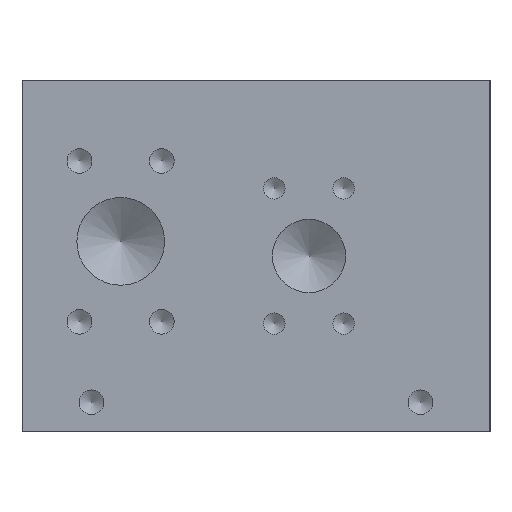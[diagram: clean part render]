
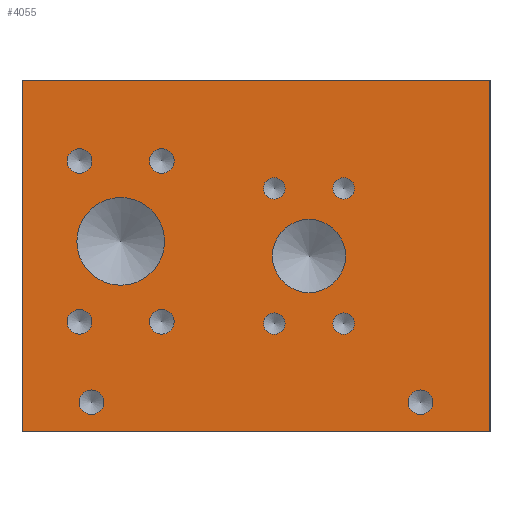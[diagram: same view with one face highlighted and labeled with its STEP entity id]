
A CAD part, left-side view. The second image highlights one B-rep face of the part: STEP entity #4055.
In plain terms, the highlighted planar face has unit normal (-1, 0, 0).
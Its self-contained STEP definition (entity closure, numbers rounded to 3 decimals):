
#2180=CARTESIAN_POINT('',(0.0,173.025,18.059));
#2181=VERTEX_POINT('',#2180);
#2182=CARTESIAN_POINT('',(0.0,173.025,12.7));
#2183=DIRECTION('',(1.0,0.0,0.0));
#2184=DIRECTION('',(0.0,0.0,1.0));
#2185=AXIS2_PLACEMENT_3D('',#2182,#2183,#2184);
#2186=CIRCLE('',#2185,5.359);
#2187=EDGE_CURVE('',#2181,#2181,#2186,.T.);
#2217=CARTESIAN_POINT('',(0.0,30.175,18.059));
#2218=VERTEX_POINT('',#2217);
#2219=CARTESIAN_POINT('',(0.0,30.175,12.7));
#2220=DIRECTION('',(1.0,0.0,0.0));
#2221=DIRECTION('',(0.0,0.0,1.0));
#2222=AXIS2_PLACEMENT_3D('',#2219,#2220,#2221);
#2223=CIRCLE('',#2222,5.359);
#2224=EDGE_CURVE('',#2218,#2218,#2223,.T.);
#3151=CARTESIAN_POINT('',(0.0,93.675,51.511));
#3152=VERTEX_POINT('',#3151);
#3153=CARTESIAN_POINT('',(0.0,93.675,46.838));
#3154=DIRECTION('',(1.0,0.0,0.0));
#3155=DIRECTION('',(0.0,0.0,1.0));
#3156=AXIS2_PLACEMENT_3D('',#3153,#3154,#3155);
#3157=CIRCLE('',#3156,4.674);
#3158=EDGE_CURVE('',#3152,#3152,#3157,.T.);
#3188=CARTESIAN_POINT('',(0.0,63.505,51.506));
#3189=VERTEX_POINT('',#3188);
#3190=CARTESIAN_POINT('',(0.0,63.505,46.833));
#3191=DIRECTION('',(1.0,0.0,0.0));
#3192=DIRECTION('',(0.0,0.0,1.0));
#3193=AXIS2_PLACEMENT_3D('',#3190,#3191,#3192);
#3194=CIRCLE('',#3193,4.674);
#3195=EDGE_CURVE('',#3189,#3189,#3194,.T.);
#3225=CARTESIAN_POINT('',(0.0,63.505,110.236));
#3226=VERTEX_POINT('',#3225);
#3227=CARTESIAN_POINT('',(0.0,63.505,105.562));
#3228=DIRECTION('',(1.0,0.0,0.0));
#3229=DIRECTION('',(0.0,0.0,1.0));
#3230=AXIS2_PLACEMENT_3D('',#3227,#3228,#3229);
#3231=CIRCLE('',#3230,4.674);
#3232=EDGE_CURVE('',#3226,#3226,#3231,.T.);
#3262=CARTESIAN_POINT('',(0.0,93.675,110.241));
#3263=VERTEX_POINT('',#3262);
#3264=CARTESIAN_POINT('',(0.0,93.675,105.567));
#3265=DIRECTION('',(1.0,0.0,0.0));
#3266=DIRECTION('',(0.0,0.0,1.0));
#3267=AXIS2_PLACEMENT_3D('',#3264,#3265,#3266);
#3268=CIRCLE('',#3267,4.674);
#3269=EDGE_CURVE('',#3263,#3263,#3268,.T.);
#3299=CARTESIAN_POINT('',(0.0,78.588,92.075));
#3300=VERTEX_POINT('',#3299);
#3301=CARTESIAN_POINT('',(0.0,78.588,76.2));
#3302=DIRECTION('',(1.0,0.0,0.0));
#3303=DIRECTION('',(0.0,0.0,1.0));
#3304=AXIS2_PLACEMENT_3D('',#3301,#3302,#3303);
#3305=CIRCLE('',#3304,15.875);
#3306=EDGE_CURVE('',#3300,#3300,#3305,.T.);
#3336=CARTESIAN_POINT('',(0.0,178.206,122.834));
#3337=VERTEX_POINT('',#3336);
#3338=CARTESIAN_POINT('',(0.0,178.206,117.475));
#3339=DIRECTION('',(1.0,0.0,0.0));
#3340=DIRECTION('',(0.0,0.0,1.0));
#3341=AXIS2_PLACEMENT_3D('',#3338,#3339,#3340);
#3342=CIRCLE('',#3341,5.359);
#3343=EDGE_CURVE('',#3337,#3337,#3342,.T.);
#3373=CARTESIAN_POINT('',(0.0,178.206,52.984));
#3374=VERTEX_POINT('',#3373);
#3375=CARTESIAN_POINT('',(0.0,178.206,47.625));
#3376=DIRECTION('',(1.0,0.0,0.0));
#3377=DIRECTION('',(0.0,0.0,1.0));
#3378=AXIS2_PLACEMENT_3D('',#3375,#3376,#3377);
#3379=CIRCLE('',#3378,5.359);
#3380=EDGE_CURVE('',#3374,#3374,#3379,.T.);
#3410=CARTESIAN_POINT('',(0.0,142.494,52.984));
#3411=VERTEX_POINT('',#3410);
#3412=CARTESIAN_POINT('',(0.0,142.494,47.625));
#3413=DIRECTION('',(1.0,0.0,0.0));
#3414=DIRECTION('',(0.0,0.0,1.0));
#3415=AXIS2_PLACEMENT_3D('',#3412,#3413,#3414);
#3416=CIRCLE('',#3415,5.359);
#3417=EDGE_CURVE('',#3411,#3411,#3416,.T.);
#3447=CARTESIAN_POINT('',(0.0,142.494,122.834));
#3448=VERTEX_POINT('',#3447);
#3449=CARTESIAN_POINT('',(0.0,142.494,117.475));
#3450=DIRECTION('',(1.0,0.0,0.0));
#3451=DIRECTION('',(0.0,0.0,1.0));
#3452=AXIS2_PLACEMENT_3D('',#3449,#3450,#3451);
#3453=CIRCLE('',#3452,5.359);
#3454=EDGE_CURVE('',#3448,#3448,#3453,.T.);
#3484=CARTESIAN_POINT('',(0.0,160.35,101.6));
#3485=VERTEX_POINT('',#3484);
#3486=CARTESIAN_POINT('',(0.0,160.35,82.55));
#3487=DIRECTION('',(1.0,0.0,0.0));
#3488=DIRECTION('',(0.0,0.0,1.0));
#3489=AXIS2_PLACEMENT_3D('',#3486,#3487,#3488);
#3490=CIRCLE('',#3489,19.05);
#3491=EDGE_CURVE('',#3485,#3485,#3490,.T.);
#3980=CARTESIAN_POINT('',(0.0,0.0,0.0));
#3981=DIRECTION('',(-1.0,0.0,0.0));
#3982=DIRECTION('',(0.0,0.0,1.0));
#3983=AXIS2_PLACEMENT_3D('',#3980,#3981,#3982);
#3984=PLANE('',#3983);
#3985=CARTESIAN_POINT('',(0.0,0.0,152.4));
#3986=VERTEX_POINT('',#3985);
#3987=CARTESIAN_POINT('',(0.0,203.2,152.4));
#3988=VERTEX_POINT('',#3987);
#3989=CARTESIAN_POINT('',(0.0,0.0,152.4));
#3990=DIRECTION('',(0.0,1.0,0.0));
#3991=VECTOR('',#3990,203.2);
#3992=LINE('',#3989,#3991);
#3993=EDGE_CURVE('',#3986,#3988,#3992,.T.);
#3994=ORIENTED_EDGE('',*,*,#3993,.T.);
#3995=CARTESIAN_POINT('',(0.0,203.2,0.0));
#3996=VERTEX_POINT('',#3995);
#3997=CARTESIAN_POINT('',(0.0,203.2,0.0));
#3998=DIRECTION('',(0.0,0.0,1.0));
#3999=VECTOR('',#3998,152.4);
#4000=LINE('',#3997,#3999);
#4001=EDGE_CURVE('',#3996,#3988,#4000,.T.);
#4002=ORIENTED_EDGE('',*,*,#4001,.F.);
#4003=CARTESIAN_POINT('',(0.0,0.0,0.0));
#4004=VERTEX_POINT('',#4003);
#4005=CARTESIAN_POINT('',(0.0,203.2,0.0));
#4006=DIRECTION('',(0.0,-1.0,0.0));
#4007=VECTOR('',#4006,203.2);
#4008=LINE('',#4005,#4007);
#4009=EDGE_CURVE('',#3996,#4004,#4008,.T.);
#4010=ORIENTED_EDGE('',*,*,#4009,.T.);
#4011=CARTESIAN_POINT('',(0.0,0.0,0.0));
#4012=DIRECTION('',(0.0,0.0,1.0));
#4013=VECTOR('',#4012,152.4);
#4014=LINE('',#4011,#4013);
#4015=EDGE_CURVE('',#4004,#3986,#4014,.T.);
#4016=ORIENTED_EDGE('',*,*,#4015,.T.);
#4017=EDGE_LOOP('',(#3994,#4002,#4010,#4016));
#4018=FACE_OUTER_BOUND('',#4017,.T.);
#4019=ORIENTED_EDGE('',*,*,#2187,.T.);
#4020=EDGE_LOOP('',(#4019));
#4021=FACE_BOUND('',#4020,.T.);
#4022=ORIENTED_EDGE('',*,*,#2224,.T.);
#4023=EDGE_LOOP('',(#4022));
#4024=FACE_BOUND('',#4023,.T.);
#4025=ORIENTED_EDGE('',*,*,#3158,.T.);
#4026=EDGE_LOOP('',(#4025));
#4027=FACE_BOUND('',#4026,.T.);
#4028=ORIENTED_EDGE('',*,*,#3195,.T.);
#4029=EDGE_LOOP('',(#4028));
#4030=FACE_BOUND('',#4029,.T.);
#4031=ORIENTED_EDGE('',*,*,#3232,.T.);
#4032=EDGE_LOOP('',(#4031));
#4033=FACE_BOUND('',#4032,.T.);
#4034=ORIENTED_EDGE('',*,*,#3269,.T.);
#4035=EDGE_LOOP('',(#4034));
#4036=FACE_BOUND('',#4035,.T.);
#4037=ORIENTED_EDGE('',*,*,#3306,.T.);
#4038=EDGE_LOOP('',(#4037));
#4039=FACE_BOUND('',#4038,.T.);
#4040=ORIENTED_EDGE('',*,*,#3343,.T.);
#4041=EDGE_LOOP('',(#4040));
#4042=FACE_BOUND('',#4041,.T.);
#4043=ORIENTED_EDGE('',*,*,#3380,.T.);
#4044=EDGE_LOOP('',(#4043));
#4045=FACE_BOUND('',#4044,.T.);
#4046=ORIENTED_EDGE('',*,*,#3417,.T.);
#4047=EDGE_LOOP('',(#4046));
#4048=FACE_BOUND('',#4047,.T.);
#4049=ORIENTED_EDGE('',*,*,#3454,.T.);
#4050=EDGE_LOOP('',(#4049));
#4051=FACE_BOUND('',#4050,.T.);
#4052=ORIENTED_EDGE('',*,*,#3491,.T.);
#4053=EDGE_LOOP('',(#4052));
#4054=FACE_BOUND('',#4053,.T.);
#4055=ADVANCED_FACE('',(#4018,#4021,#4024,#4027,#4030,#4033,#4036,#4039,#4042,#4045,#4048,#4051,#4054),#3984,.T.);
